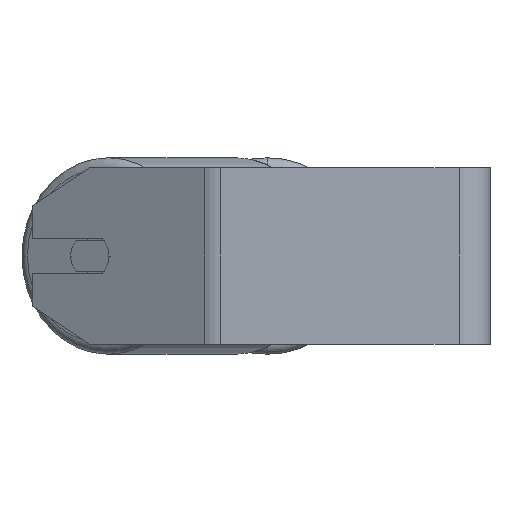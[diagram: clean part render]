
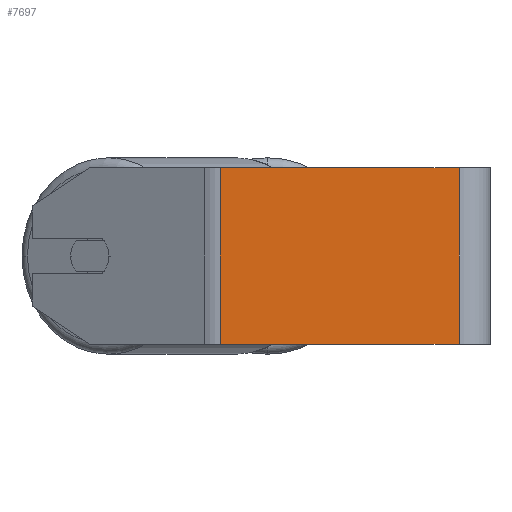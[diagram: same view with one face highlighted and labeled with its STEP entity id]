
A CAD part, left-side view. The second image highlights one B-rep face of the part: STEP entity #7697.
In plain terms, the highlighted planar face has unit normal (-1, 0, 0).
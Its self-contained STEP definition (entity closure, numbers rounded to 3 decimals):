
#25 = CARTESIAN_POINT ( 'NONE',  ( -250., 122.202, 40. ) ) ;
#82 = CARTESIAN_POINT ( 'NONE',  ( -250., 125.953, 40. ) ) ;
#89 = EDGE_CURVE ( 'NONE', #175, #252, #3304, .T. ) ;
#175 = VERTEX_POINT ( 'NONE', #361 ) ;
#252 = VERTEX_POINT ( 'NONE', #6015 ) ;
#361 = CARTESIAN_POINT ( 'NONE',  ( -250., 122.202, 40. ) ) ;
#526 = PLANE ( 'NONE',  #5001 ) ;
#603 = ORIENTED_EDGE ( 'NONE', *, *, #5762, .T. ) ;
#1187 = EDGE_CURVE ( 'NONE', #5509, #1738, #7120, .T. ) ;
#1738 = VERTEX_POINT ( 'NONE', #8145 ) ;
#2352 = DIRECTION ( 'NONE',  ( 0., -1., 0. ) ) ;
#2473 = DIRECTION ( 'NONE',  ( 1., 0., 0. ) ) ;
#2606 = DIRECTION ( 'NONE',  ( 0., 0., -1. ) ) ;
#2723 = DIRECTION ( 'NONE',  ( 0., -1., 0. ) ) ;
#3208 = CARTESIAN_POINT ( 'NONE',  ( -250., 14., 40. ) ) ;
#3304 = LINE ( 'NONE', #25, #6302 ) ;
#3366 = VECTOR ( 'NONE', #2723, 1000. ) ;
#3592 = LINE ( 'NONE', #8233, #6916 ) ;
#3780 = ORIENTED_EDGE ( 'NONE', *, *, #1187, .F. ) ;
#3798 = DIRECTION ( 'NONE',  ( 0., 1., 0. ) ) ;
#3853 = VECTOR ( 'NONE', #2606, 1000. ) ;
#3922 = CARTESIAN_POINT ( 'NONE',  ( -250., 125.953, 40. ) ) ;
#4075 = EDGE_LOOP ( 'NONE', ( #603, #3780, #7998, #7063 ) ) ;
#4589 = LINE ( 'NONE', #82, #3366 ) ;
#5001 = AXIS2_PLACEMENT_3D ( 'NONE', #3922, #2473, #3798 ) ;
#5509 = VERTEX_POINT ( 'NONE', #7689 ) ;
#5762 = EDGE_CURVE ( 'NONE', #252, #1738, #3592, .T. ) ;
#6015 = CARTESIAN_POINT ( 'NONE',  ( -250., 122.202, -40. ) ) ;
#6302 = VECTOR ( 'NONE', #7943, 1000. ) ;
#6341 = EDGE_CURVE ( 'NONE', #175, #5509, #4589, .T. ) ;
#6916 = VECTOR ( 'NONE', #2352, 1000. ) ;
#7063 = ORIENTED_EDGE ( 'NONE', *, *, #89, .T. ) ;
#7120 = LINE ( 'NONE', #3208, #3853 ) ;
#7161 = FACE_OUTER_BOUND ( 'NONE', #4075, .T. ) ;
#7689 = CARTESIAN_POINT ( 'NONE',  ( -250., 14., 40. ) ) ;
#7697 = ADVANCED_FACE ( 'NONE', ( #7161 ), #526, .F. ) ;
#7943 = DIRECTION ( 'NONE',  ( 0., 0., -1. ) ) ;
#7998 = ORIENTED_EDGE ( 'NONE', *, *, #6341, .F. ) ;
#8145 = CARTESIAN_POINT ( 'NONE',  ( -250., 14., -40. ) ) ;
#8233 = CARTESIAN_POINT ( 'NONE',  ( -250., 125.953, -40. ) ) ;
